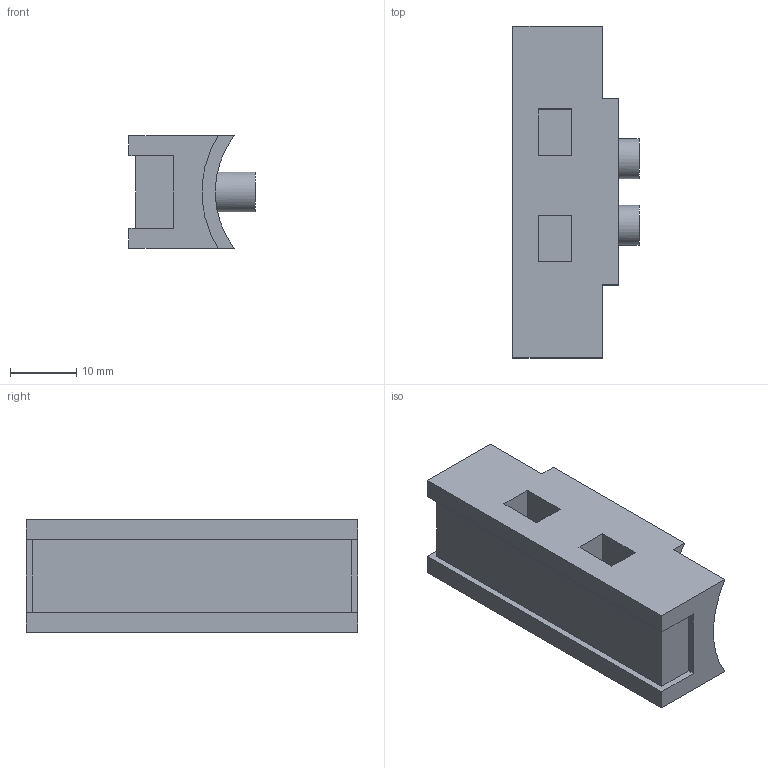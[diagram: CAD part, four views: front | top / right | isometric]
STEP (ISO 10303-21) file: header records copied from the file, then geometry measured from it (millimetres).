
FILE_DESCRIPTION(/* description */ (''),/* implementation_level */ '2;1');
FILE_NAME(/* name */ 'Button.stp',/* time_stamp */ '2022-08-16T10:25:40-04:00',/* author */ ('turbo'),/* organization */ (''),/* preprocessor_version */ 'ST-DEVELOPER v18.1',/* originating_system */ 'Autodesk Inventor 2022',/* authorisation */ '');
FILE_SCHEMA (('AUTOMOTIVE_DESIGN { 1 0 10303 214 3 1 1 }'));
Length unit declared in the file: millimetre
Products named in the file (1): Button
Bounding box: 19 x 50 x 17 mm (x, y, z)
Volume: 10341.3 mm3; surface area: 4270.2 mm2
Topology: 1 solids, 1 shells, 32 faces, 80 edges, 54 vertices
Faces by surface type: plane 27, cylinder 5
Full cylindrical faces by diameter (mm): 6 x2
Entity records: 1099 total; most frequent: CARTESIAN_POINT 235, ORIENTED_EDGE 160, DIRECTION 150, EDGE_CURVE 80, LINE 68, VECTOR 68, VERTEX_POINT 54, AXIS2_PLACEMENT_3D 41
